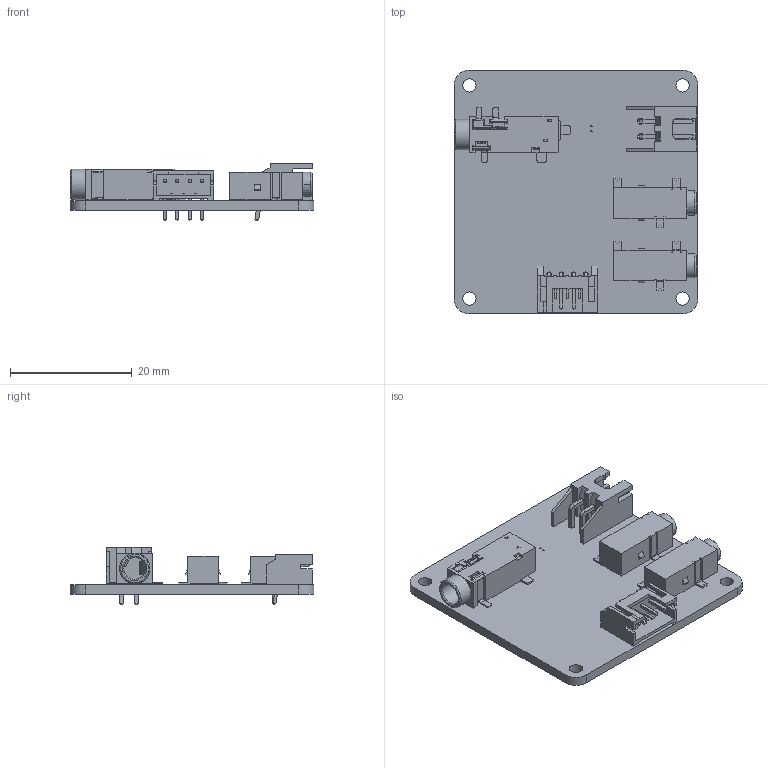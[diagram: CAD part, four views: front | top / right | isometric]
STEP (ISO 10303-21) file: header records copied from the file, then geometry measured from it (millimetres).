
FILE_DESCRIPTION(('KiCad electronic assembly'),'2;1');
FILE_NAME('USB-Audio-StereoMic&MonauralSpeaker.step', '2021-04-03T17:44:32',('An Author'),('A Company'), 'Open CASCADE STEP processor 6.9','KiCad to STEP converter','Unknown' );
FILE_SCHEMA(('AUTOMOTIVE_DESIGN { 1 0 10303 214 1 1 1 1 }'));
Length unit declared in the file: millimetre
Products named in the file (10): Open CASCADE STEP translator 6.9 1; JST_XH_S2B-XH-A_1x02_P2.50mm_Horizontal; SOLID; JST_PH_S4B-PH-K_1x04_P2.00mm_Horizontal; CUI_DEVICES_SJ-2523-SMT-TR; SJ2-3593D-SMT-TR; COMPOUND
Assembly tree (10 placements, depth 3):
  Open CASCADE STEP translator 6.9 1
    JST_XH_S2B-XH-A_1x02_P2.50mm_Horizontal
      SOLID
    JST_PH_S4B-PH-K_1x04_P2.00mm_Horizontal
      SOLID
    CUI_DEVICES_SJ-2523-SMT-TR  x2
      SOLID
    SJ2-3593D-SMT-TR
      COMPOUND
    COMPOUND
Bounding box: 40 x 40 x 9.5 mm (x, y, z)
Volume: 3733.5 mm3; surface area: 5903.5 mm2
Topology: 6 solids, 8 shells, 844 faces, 2362 edges, 1547 vertices
Faces by surface type: plane 666, cylinder 162, cone 6, torus 6, revolution 4
Full cylindrical faces by diameter (mm): 0.254 x2, 0.75 x4, 1 x6, 1.5 x2, 1.7 x2, 2.2 x4, 3.6 x1, 5 x1
Entity records: 62525 total; most frequent: CARTESIAN_POINT 13935, DIRECTION 8036, LINE 5566, VECTOR 5566, ORIENTED_EDGE 4336, PCURVE 4336, DEFINITIONAL_REPRESENTATION 4336, EDGE_CURVE 2168
